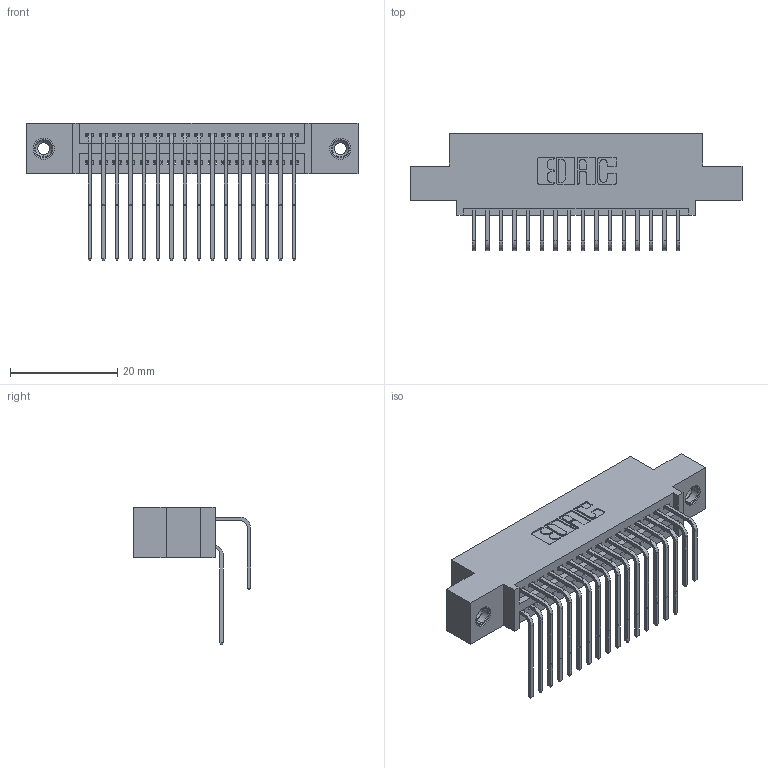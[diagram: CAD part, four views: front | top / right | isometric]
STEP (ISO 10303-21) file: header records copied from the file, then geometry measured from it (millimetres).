
FILE_DESCRIPTION (( 'STEP AP203' ), '1' );
FILE_NAME ('345-032-558-508.STEP', '2018-08-24T08:58:39', ( '' ), ( '' ), 'SwSTEP 2.0', 'SolidWorks 2016', '' );
FILE_SCHEMA (( 'CONFIG_CONTROL_DESIGN' ));
Length unit declared in the file: inch
Products named in the file (5): 345-292-001_558 Tail - 2; 345-250-001_345-250-003-102; 345-032-558-508; 345 Part_0.110 Offset - 0.156 Dia-TI; 345-292-001_558 559 Tail - 1
Assembly tree (35 placements, depth 2):
  345-032-558-508
    345 Part_0.110 Offset - 0.156 Dia-TI
    345-292-001_558 559 Tail - 1  x16
    345-292-001_558 Tail - 2  x16
    345-250-001_345-250-003-102  x2
Bounding box: 61.85 x 21.83 x 25.53 mm (x, y, z)
Volume: 5871.5 mm3; surface area: 9149.7 mm2
Topology: 35 solids, 35 shells, 1854 faces, 5449 edges, 3582 vertices
Faces by surface type: plane 1236, cylinder 602, cone 12, torus 4
Entity records: 19024 total; most frequent: CARTESIAN_POINT 3242, ORIENTED_EDGE 3118, DIRECTION 2889, EDGE_CURVE 1559, VECTOR 1303, LINE 1303, VERTEX_POINT 1032, AXIS2_PLACEMENT_3D 793
